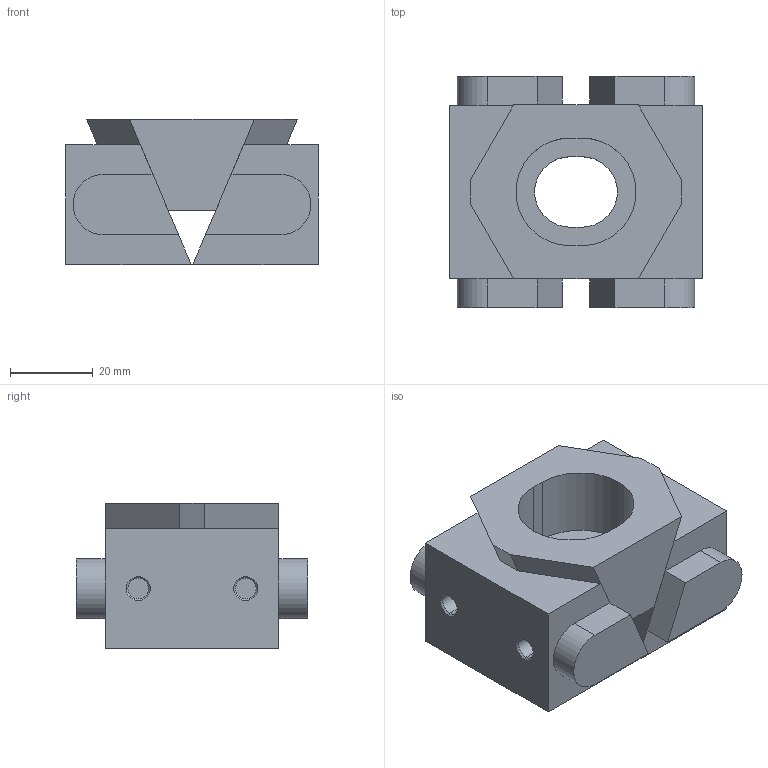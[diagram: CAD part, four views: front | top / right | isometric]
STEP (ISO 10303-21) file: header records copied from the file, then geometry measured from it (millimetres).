
FILE_DESCRIPTION (( 'STEP AP203' ), '1' );
FILE_NAME ('fk2-vt-t.STEP', '2019-12-04T01:09:53', ( '' ), ( '' ), 'SwSTEP 2.0', 'SolidWorks 2018', '' );
FILE_SCHEMA (( 'CONFIG_CONTROL_DESIGN' ));
Length unit declared in the file: millimetre
Products named in the file (4): fk2-vt-t_02; fk2-vt-t_03; fk2-vt-t; fk2-vt-t_01
Assembly tree (3 placements, depth 2):
  fk2-vt-t
    fk2-vt-t_01
    fk2-vt-t_02
    fk2-vt-t_03
Bounding box: 61 x 56 x 35.07 mm (x, y, z)
Volume: 70750.8 mm3; surface area: 20727.8 mm2
Topology: 3 solids, 3 shells, 76 faces, 179 edges, 114 vertices
Faces by surface type: plane 51, cylinder 17, cone 8
Entity records: 2575 total; most frequent: DIRECTION 385, CARTESIAN_POINT 375, ORIENTED_EDGE 358, EDGE_CURVE 179, VECTOR 137, LINE 137, AXIS2_PLACEMENT_3D 124, VERTEX_POINT 114
